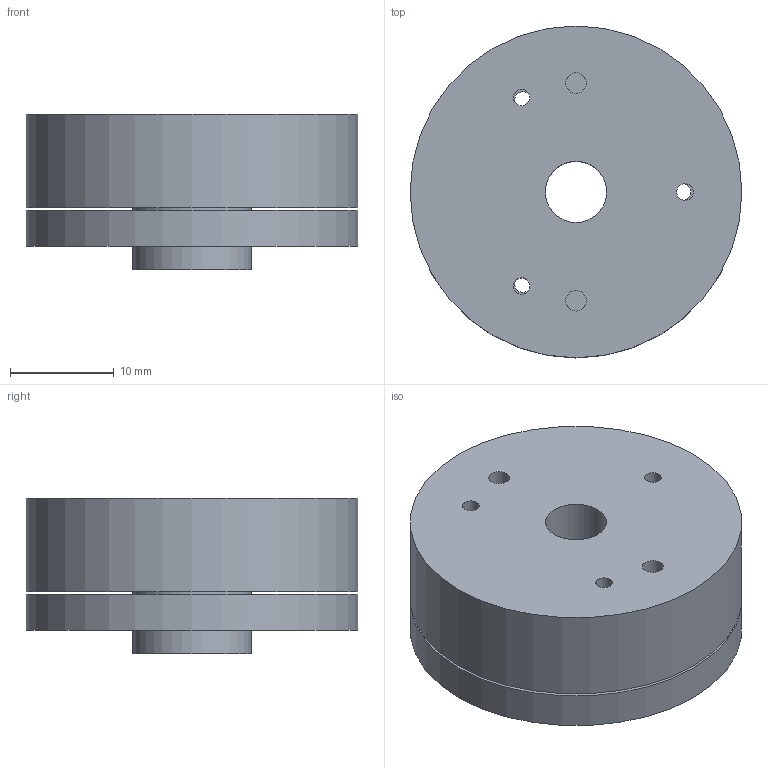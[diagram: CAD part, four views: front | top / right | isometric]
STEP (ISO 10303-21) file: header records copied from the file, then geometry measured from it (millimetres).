
FILE_DESCRIPTION(/* description */ (''),/* implementation_level */ '2;1');
FILE_NAME(/* name */ 'BLDCMotor.step',/* time_stamp */ '2023-11-23T17:59:01+07:00',/* author */ (''),/* organization */ (''),/* preprocessor_version */ 'ST-DEVELOPER v20',/* originating_system */ 'Autodesk Translation Framework v12.14.0.127',/* authorisation */ '');
FILE_SCHEMA (('AUTOMOTIVE_DESIGN { 1 0 10303 214 3 1 1 }'));
Length unit declared in the file: millimetre
Products named in the file (3): BLDCMotor; Stator; Rotor
Assembly tree (2 placements, depth 2):
  BLDCMotor
    Stator
    Rotor
Bounding box: 32 x 32 x 15 mm (x, y, z)
Volume: 9678.3 mm3; surface area: 5123.7 mm2
Topology: 2 solids, 2 shells, 22 faces, 51 edges, 34 vertices
Faces by surface type: cylinder 13, plane 9
Full cylindrical faces by diameter (mm): 1.6 x6, 2 x2, 5.9 x1, 11.5 x2, 32 x2
Entity records: 770 total; most frequent: DIRECTION 131, CARTESIAN_POINT 112, ORIENTED_EDGE 102, AXIS2_PLACEMENT_3D 53, EDGE_CURVE 51, EDGE_LOOP 45, VERTEX_POINT 34, CIRCLE 26
